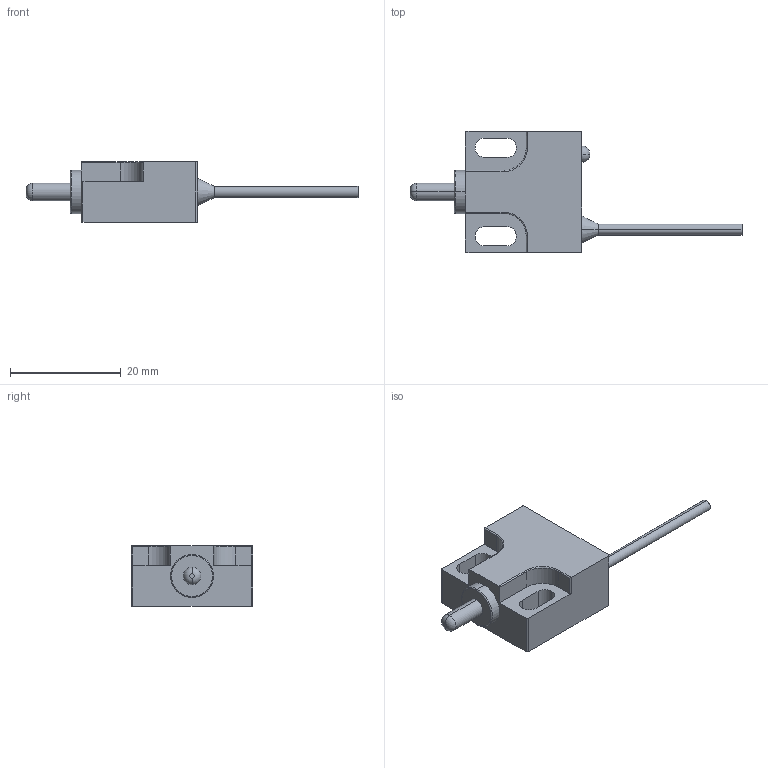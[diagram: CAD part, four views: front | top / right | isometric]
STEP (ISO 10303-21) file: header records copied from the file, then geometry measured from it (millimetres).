
FILE_DESCRIPTION (( 'STEP AP214' ), '1' );
FILE_NAME ('MR-T93Q.STEP', '2015-09-23T06:25:37', ( '' ), ( '' ), 'SwSTEP 2.0', 'SolidWorks 2013', '' );
FILE_SCHEMA (( 'AUTOMOTIVE_DESIGN' ));
Length unit declared in the file: millimetre
Products named in the file (1): MR-T93Q
Bounding box: 60 x 22 x 11 mm (x, y, z)
Volume: 4470.4 mm3; surface area: 2348.5 mm2
Topology: 1 solids, 1 shells, 55 faces, 133 edges, 84 vertices
Faces by surface type: cylinder 26, plane 19, torus 6, sphere 2, cone 2
Entity records: 1790 total; most frequent: DIRECTION 304, CARTESIAN_POINT 279, ORIENTED_EDGE 266, EDGE_CURVE 133, AXIS2_PLACEMENT_3D 117, VERTEX_POINT 84, VECTOR 70, LINE 70
